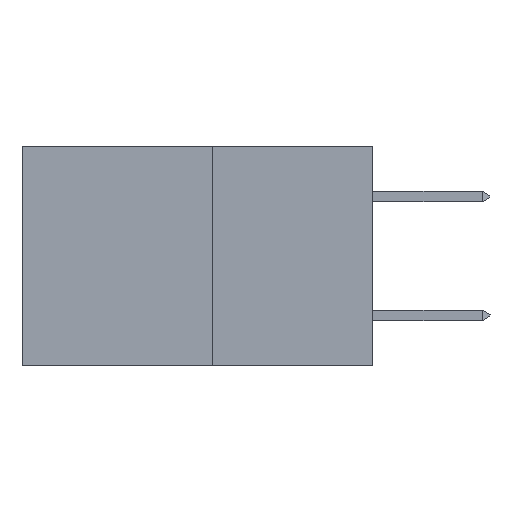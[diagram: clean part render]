
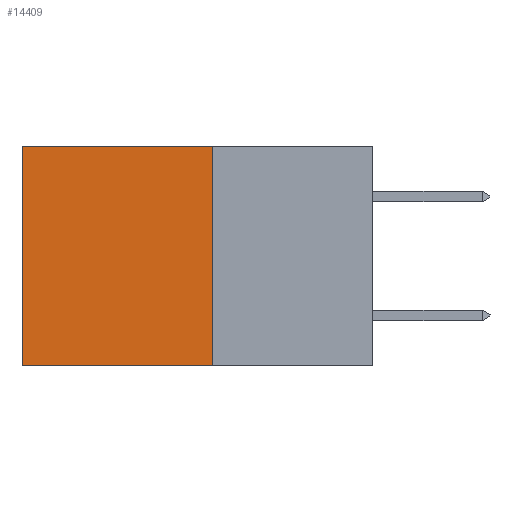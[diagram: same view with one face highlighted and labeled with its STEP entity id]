
A CAD part, left-side view. The second image highlights one B-rep face of the part: STEP entity #14409.
In plain terms, the highlighted planar face has unit normal (-1, 0, 0).
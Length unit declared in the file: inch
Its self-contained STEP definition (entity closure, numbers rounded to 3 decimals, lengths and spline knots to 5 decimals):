
#1259 = CARTESIAN_POINT ( 'NONE',  ( 0.277, 0.59, -0.37 ) ) ;
#2418 = VECTOR ( 'NONE', #15375, 39.37008 ) ;
#2584 = EDGE_CURVE ( 'NONE', #11562, #8455, #7005, .T. ) ;
#3039 = AXIS2_PLACEMENT_3D ( 'NONE', #9729, #21649, #11489 ) ;
#3872 = VECTOR ( 'NONE', #7236, 39.37008 ) ;
#4358 = DIRECTION ( 'NONE',  ( 0., 0., -1. ) ) ;
#5162 = LINE ( 'NONE', #12372, #18229 ) ;
#7005 = LINE ( 'NONE', #14627, #2418 ) ;
#7213 = VECTOR ( 'NONE', #4358, 39.37008 ) ;
#7236 = DIRECTION ( 'NONE',  ( 0., 0., -1. ) ) ;
#7744 = LINE ( 'NONE', #21304, #7213 ) ;
#8455 = VERTEX_POINT ( 'NONE', #1259 ) ;
#9070 = CARTESIAN_POINT ( 'NONE',  ( 0.277, 0.27, -0.37 ) ) ;
#9347 = EDGE_CURVE ( 'NONE', #11187, #8455, #20907, .T. ) ;
#9729 = CARTESIAN_POINT ( 'NONE',  ( 0.277, 0.27, -0.37 ) ) ;
#10836 = EDGE_CURVE ( 'NONE', #21010, #11187, #5162, .T. ) ;
#11187 = VERTEX_POINT ( 'NONE', #21677 ) ;
#11489 = DIRECTION ( 'NONE',  ( 0., 0., -1. ) ) ;
#11562 = VERTEX_POINT ( 'NONE', #9070 ) ;
#12037 = CARTESIAN_POINT ( 'NONE',  ( 0.277, 0.27, 0. ) ) ;
#12372 = CARTESIAN_POINT ( 'NONE',  ( 0.277, 0.27, 0. ) ) ;
#13345 = FACE_OUTER_BOUND ( 'NONE', #16441, .T. ) ;
#14409 = ADVANCED_FACE ( 'NONE', ( #13345 ), #19985, .F. ) ;
#14627 = CARTESIAN_POINT ( 'NONE',  ( 0.277, 0.27, -0.37 ) ) ;
#15375 = DIRECTION ( 'NONE',  ( 0., 1., 0. ) ) ;
#15822 = DIRECTION ( 'NONE',  ( 0., 1., 0. ) ) ;
#16441 = EDGE_LOOP ( 'NONE', ( #20146, #21448, #20679, #19880 ) ) ;
#17461 = CARTESIAN_POINT ( 'NONE',  ( 0.277, 0.59, -0.37 ) ) ;
#18229 = VECTOR ( 'NONE', #15822, 39.37008 ) ;
#19286 = EDGE_CURVE ( 'NONE', #21010, #11562, #7744, .T. ) ;
#19880 = ORIENTED_EDGE ( 'NONE', *, *, #10836, .T. ) ;
#19985 = PLANE ( 'NONE',  #3039 ) ;
#20146 = ORIENTED_EDGE ( 'NONE', *, *, #9347, .T. ) ;
#20679 = ORIENTED_EDGE ( 'NONE', *, *, #19286, .F. ) ;
#20907 = LINE ( 'NONE', #17461, #3872 ) ;
#21010 = VERTEX_POINT ( 'NONE', #12037 ) ;
#21304 = CARTESIAN_POINT ( 'NONE',  ( 0.277, 0.27, -0.37 ) ) ;
#21448 = ORIENTED_EDGE ( 'NONE', *, *, #2584, .F. ) ;
#21649 = DIRECTION ( 'NONE',  ( 1., 0., 0. ) ) ;
#21677 = CARTESIAN_POINT ( 'NONE',  ( 0.277, 0.59, 0. ) ) ;
